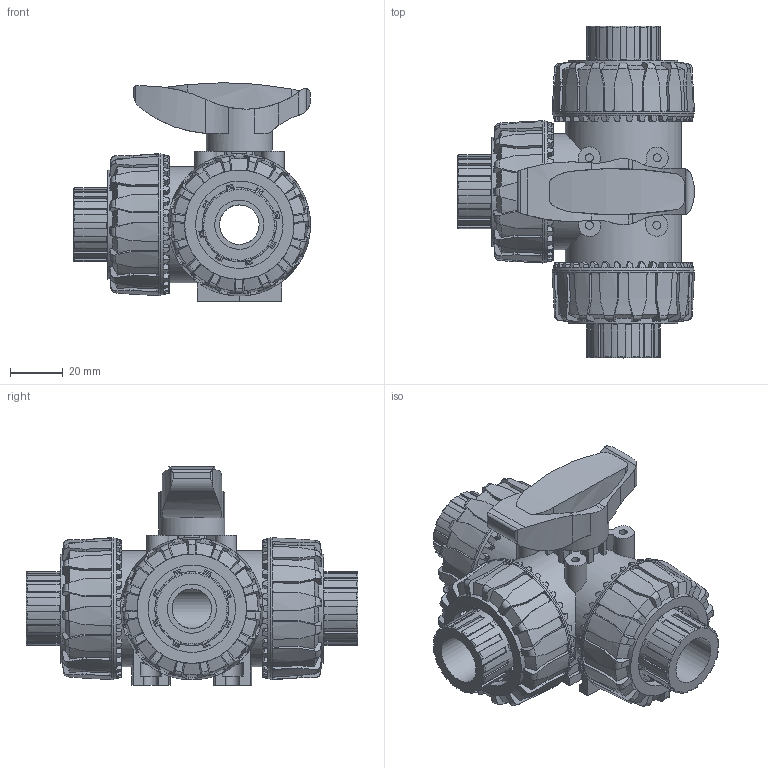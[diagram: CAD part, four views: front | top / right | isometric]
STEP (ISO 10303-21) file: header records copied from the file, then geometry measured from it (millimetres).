
FILE_DESCRIPTION(/* description */ (''),/* implementation_level */ '2;1');
FILE_NAME(/* name */ 'TKDFV-V-R015.iam.stp',/* time_stamp */ '2013-10-01T10:27:40+02:00',/* author */ ('bfaro'),/* organization */ (''),/* preprocessor_version */ 'ST-DEVELOPER v15.2',/* originating_system */ 'Autodesk Inventor 2014',/* authorisation */ '');
FILE_SCHEMA (('AUTOMOTIVE_DESIGN { 1 0 10303 214 3 1 1 }'));
Length unit declared in the file: millimetre
Products named in the file (5): corpo valvola TKD 16; NTVKD020V; ENDFV012; 1MNC020; TKDFV-V-R015
Bounding box: 89.76 x 125.7 x 82.77 mm (x, y, z)
Volume: 256817.3 mm3; surface area: 77460.5 mm2
Topology: 8 solids, 8 shells, 2076 faces, 5832 edges, 3789 vertices
Faces by surface type: plane 1010, cylinder 556, cone 393, torus 117
Full cylindrical faces by diameter (mm): 3 x4, 15 x5, 18.6 x3, 25 x1, 28 x3, 36.8 x3, 37.8 x3, 41.1 x3, 44 x2, 53.9 x3
Entity records: 28672 total; most frequent: CARTESIAN_POINT 7753, ORIENTED_EDGE 4578, DIRECTION 4239, EDGE_CURVE 2289, AXIS2_PLACEMENT_3D 1608, VERTEX_POINT 1505, LINE 1023, VECTOR 1023
